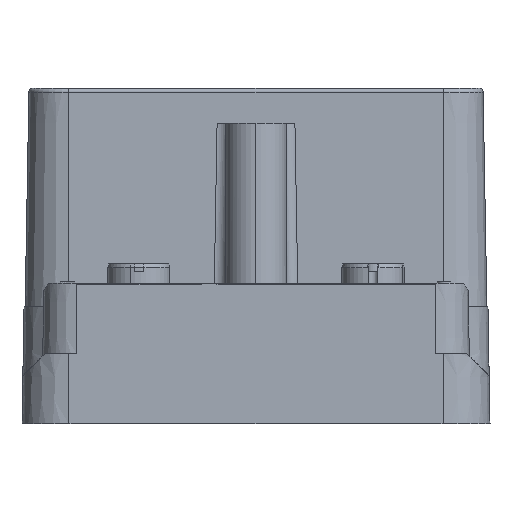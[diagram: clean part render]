
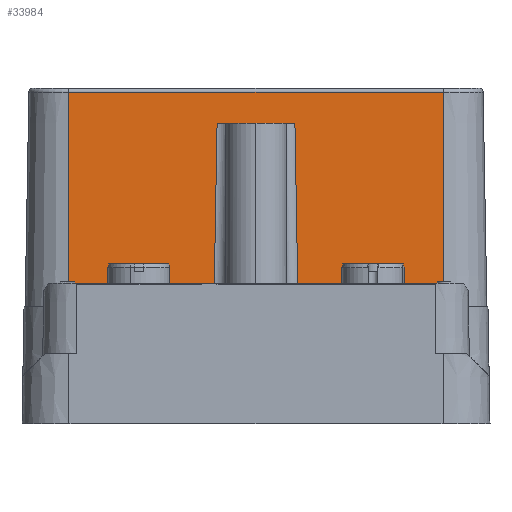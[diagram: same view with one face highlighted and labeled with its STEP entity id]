
A CAD part, front view. The second image highlights one B-rep face of the part: STEP entity #33984.
In plain terms, the highlighted planar face has unit normal (0, -1, 0.018).
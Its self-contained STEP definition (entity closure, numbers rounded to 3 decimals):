
#33927=AXIS2_PLACEMENT_3D('Plane Axis2P3D',#33924,#33925,#33926) ;
#4683=CARTESIAN_POINT('Line Origine',(15.25,55.6,15.)) ;
#4687=CARTESIAN_POINT('Vertex',(24.5,55.6,15.)) ;
#4689=CARTESIAN_POINT('Vertex',(6.,55.6,15.)) ;
#4822=CARTESIAN_POINT('Vertex',(54.,55.6,15.)) ;
#4825=CARTESIAN_POINT('Line Origine',(44.75,55.6,15.)) ;
#4829=CARTESIAN_POINT('Vertex',(35.5,55.6,15.)) ;
#33294=CARTESIAN_POINT('Line Origine',(35.45,55.6,15.)) ;
#33298=CARTESIAN_POINT('Vertex',(35.4,55.6,15.)) ;
#33351=CARTESIAN_POINT('Vertex',(24.601,55.6,15.)) ;
#33354=CARTESIAN_POINT('Line Origine',(24.551,55.6,15.)) ;
#33905=CARTESIAN_POINT('Line Origine',(54.,55.844,29.)) ;
#33909=CARTESIAN_POINT('Vertex',(54.,56.08,42.509)) ;
#33924=CARTESIAN_POINT('Axis2P3D Location',(59.6,55.6,15.)) ;
#33929=CARTESIAN_POINT('Line Origine',(30.,56.08,42.509)) ;
#33933=CARTESIAN_POINT('Vertex',(6.,56.08,42.509)) ;
#33936=CARTESIAN_POINT('Line Origine',(6.,55.844,29.)) ;
#33942=CARTESIAN_POINT('Control Point',(25.011,56.01,38.5)) ;
#33943=CARTESIAN_POINT('Control Point',(24.601,55.6,15.)) ;
#33944=CARTESIAN_POINT('Vertex',(25.011,56.01,38.5)) ;
#33948=CARTESIAN_POINT('Control Point',(26.511,56.01,38.5)) ;
#33949=CARTESIAN_POINT('Control Point',(25.011,56.01,38.5)) ;
#33950=CARTESIAN_POINT('Vertex',(26.511,56.01,38.5)) ;
#33953=CARTESIAN_POINT('Line Origine',(30.,56.01,38.5)) ;
#33957=CARTESIAN_POINT('Vertex',(33.49,56.01,38.5)) ;
#33961=CARTESIAN_POINT('Control Point',(34.99,56.01,38.5)) ;
#33962=CARTESIAN_POINT('Control Point',(33.49,56.01,38.5)) ;
#33963=CARTESIAN_POINT('Vertex',(34.99,56.01,38.5)) ;
#33967=CARTESIAN_POINT('Control Point',(34.99,56.01,38.5)) ;
#33968=CARTESIAN_POINT('Control Point',(35.4,55.6,15.)) ;
#4684=DIRECTION('Vector Direction',(-1.,0.,0.)) ;
#4826=DIRECTION('Vector Direction',(-1.,0.,0.)) ;
#33295=DIRECTION('Vector Direction',(-1.,0.,0.)) ;
#33355=DIRECTION('Vector Direction',(-1.,0.,0.)) ;
#33906=DIRECTION('Vector Direction',(0.,-0.017,-1.)) ;
#33925=DIRECTION('Axis2P3D Direction',(0.,-1.,0.017)) ;
#33926=DIRECTION('Axis2P3D XDirection',(-1.,0.,0.)) ;
#33930=DIRECTION('Vector Direction',(-1.,0.,0.)) ;
#33937=DIRECTION('Vector Direction',(0.,-0.017,-1.)) ;
#33954=DIRECTION('Vector Direction',(-1.,0.,0.)) ;
#4685=VECTOR('Line Direction',#4684,1.) ;
#4827=VECTOR('Line Direction',#4826,1.) ;
#33296=VECTOR('Line Direction',#33295,1.) ;
#33356=VECTOR('Line Direction',#33355,1.) ;
#33907=VECTOR('Line Direction',#33906,1.) ;
#33931=VECTOR('Line Direction',#33930,1.) ;
#33938=VECTOR('Line Direction',#33937,1.) ;
#33955=VECTOR('Line Direction',#33954,1.) ;
#33971=ORIENTED_EDGE('',*,*,#33300,.F.) ;
#33972=ORIENTED_EDGE('',*,*,#4831,.F.) ;
#33973=ORIENTED_EDGE('',*,*,#33911,.T.) ;
#33974=ORIENTED_EDGE('',*,*,#33935,.F.) ;
#33975=ORIENTED_EDGE('',*,*,#33940,.F.) ;
#33976=ORIENTED_EDGE('',*,*,#4691,.F.) ;
#33977=ORIENTED_EDGE('',*,*,#33358,.F.) ;
#33978=ORIENTED_EDGE('',*,*,#33946,.F.) ;
#33979=ORIENTED_EDGE('',*,*,#33952,.T.) ;
#33980=ORIENTED_EDGE('',*,*,#33959,.T.) ;
#33981=ORIENTED_EDGE('',*,*,#33965,.T.) ;
#33982=ORIENTED_EDGE('',*,*,#33969,.T.) ;
#33984=ADVANCED_FACE('Hauptk\X2\00F6\X0\rper',(#33983),#33928,.T.) ;
#33941=B_SPLINE_CURVE_WITH_KNOTS('',1,(#33942,#33943),.UNSPECIFIED.,.F.,.U.,(2,2),(-9.749,13.759),.UNSPECIFIED.) ;
#33947=B_SPLINE_CURVE_WITH_KNOTS('',1,(#33948,#33949),.UNSPECIFIED.,.F.,.U.,(2,2),(-0.75,0.75),.UNSPECIFIED.) ;
#33960=B_SPLINE_CURVE_WITH_KNOTS('',1,(#33961,#33962),.UNSPECIFIED.,.F.,.U.,(2,2),(-0.75,0.75),.UNSPECIFIED.) ;
#33966=B_SPLINE_CURVE_WITH_KNOTS('',1,(#33967,#33968),.UNSPECIFIED.,.F.,.U.,(2,2),(-9.749,13.759),.UNSPECIFIED.) ;
#4691=EDGE_CURVE('',#4688,#4690,#4686,.T.) ;
#4831=EDGE_CURVE('',#4823,#4830,#4828,.T.) ;
#33300=EDGE_CURVE('',#4830,#33299,#33297,.T.) ;
#33358=EDGE_CURVE('',#33352,#4688,#33357,.T.) ;
#33911=EDGE_CURVE('',#4823,#33910,#33908,.F.) ;
#33935=EDGE_CURVE('',#33934,#33910,#33932,.F.) ;
#33940=EDGE_CURVE('',#4690,#33934,#33939,.F.) ;
#33946=EDGE_CURVE('',#33945,#33352,#33941,.T.) ;
#33952=EDGE_CURVE('',#33945,#33951,#33947,.F.) ;
#33959=EDGE_CURVE('',#33951,#33958,#33956,.F.) ;
#33965=EDGE_CURVE('',#33958,#33964,#33960,.F.) ;
#33969=EDGE_CURVE('',#33964,#33299,#33966,.T.) ;
#33970=EDGE_LOOP('',(#33971,#33972,#33973,#33974,#33975,#33976,#33977,#33978,#33979,#33980,#33981,#33982)) ;
#33983=FACE_OUTER_BOUND('',#33970,.T.) ;
#4686=LINE('Line',#4683,#4685) ;
#4828=LINE('Line',#4825,#4827) ;
#33297=LINE('Line',#33294,#33296) ;
#33357=LINE('Line',#33354,#33356) ;
#33908=LINE('Line',#33905,#33907) ;
#33932=LINE('Line',#33929,#33931) ;
#33939=LINE('Line',#33936,#33938) ;
#33956=LINE('Line',#33953,#33955) ;
#33928=PLANE('',#33927) ;
#4688=VERTEX_POINT('',#4687) ;
#4690=VERTEX_POINT('',#4689) ;
#4823=VERTEX_POINT('',#4822) ;
#4830=VERTEX_POINT('',#4829) ;
#33299=VERTEX_POINT('',#33298) ;
#33352=VERTEX_POINT('',#33351) ;
#33910=VERTEX_POINT('',#33909) ;
#33934=VERTEX_POINT('',#33933) ;
#33945=VERTEX_POINT('',#33944) ;
#33951=VERTEX_POINT('',#33950) ;
#33958=VERTEX_POINT('',#33957) ;
#33964=VERTEX_POINT('',#33963) ;
